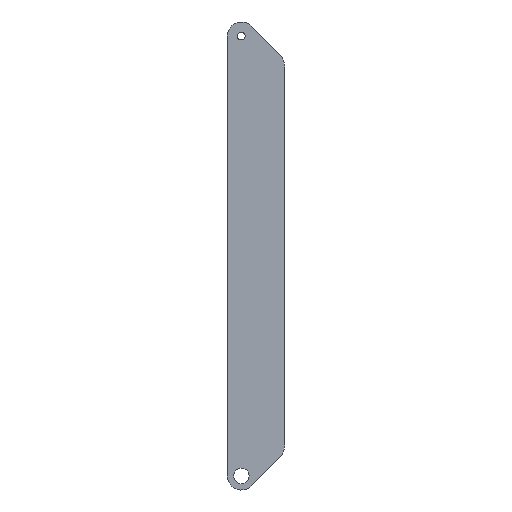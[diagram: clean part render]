
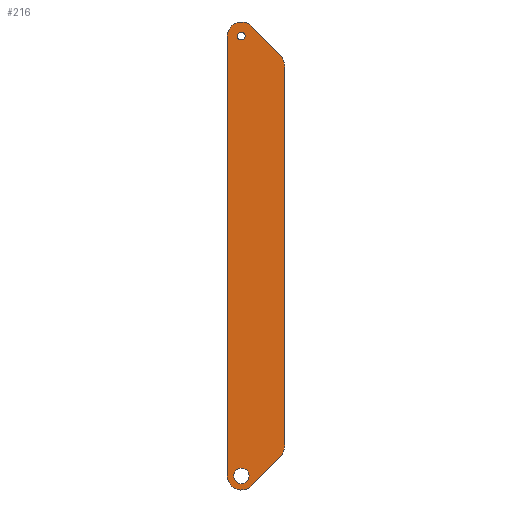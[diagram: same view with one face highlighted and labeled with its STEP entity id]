
A CAD part, front view. The second image highlights one B-rep face of the part: STEP entity #216.
In plain terms, the highlighted planar face has unit normal (0, -1, 0).
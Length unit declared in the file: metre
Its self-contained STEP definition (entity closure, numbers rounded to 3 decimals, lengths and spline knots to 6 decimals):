
#26=LINE('',#337,#42);
#27=LINE('',#342,#43);
#28=LINE('',#346,#44);
#29=LINE('',#350,#45);
#42=VECTOR('',#273,1.);
#43=VECTOR('',#276,1.);
#44=VECTOR('',#279,1.);
#45=VECTOR('',#282,1.);
#58=ORIENTED_EDGE('',*,*,#114,.T.);
#59=ORIENTED_EDGE('',*,*,#115,.T.);
#60=ORIENTED_EDGE('',*,*,#116,.F.);
#61=ORIENTED_EDGE('',*,*,#117,.F.);
#62=ORIENTED_EDGE('',*,*,#118,.F.);
#63=ORIENTED_EDGE('',*,*,#119,.F.);
#64=ORIENTED_EDGE('',*,*,#120,.F.);
#65=ORIENTED_EDGE('',*,*,#121,.F.);
#66=ORIENTED_EDGE('',*,*,#122,.F.);
#67=ORIENTED_EDGE('',*,*,#123,.F.);
#114=EDGE_CURVE('',#142,#142,#162,.T.);
#115=EDGE_CURVE('',#143,#143,#163,.T.);
#116=EDGE_CURVE('',#144,#145,#26,.T.);
#117=EDGE_CURVE('',#146,#144,#164,.T.);
#118=EDGE_CURVE('',#147,#146,#27,.T.);
#119=EDGE_CURVE('',#148,#147,#165,.T.);
#120=EDGE_CURVE('',#149,#148,#28,.T.);
#121=EDGE_CURVE('',#150,#149,#166,.T.);
#122=EDGE_CURVE('',#151,#150,#29,.T.);
#123=EDGE_CURVE('',#145,#151,#167,.T.);
#142=VERTEX_POINT('',#334);
#143=VERTEX_POINT('',#336);
#144=VERTEX_POINT('',#338);
#145=VERTEX_POINT('',#339);
#146=VERTEX_POINT('',#341);
#147=VERTEX_POINT('',#343);
#148=VERTEX_POINT('',#345);
#149=VERTEX_POINT('',#347);
#150=VERTEX_POINT('',#349);
#151=VERTEX_POINT('',#351);
#162=CIRCLE('',#242,0.0015);
#163=CIRCLE('',#243,0.003);
#164=CIRCLE('',#244,0.00545);
#165=CIRCLE('',#245,0.007071);
#166=CIRCLE('',#246,0.007071);
#167=CIRCLE('',#247,0.00545);
#174=EDGE_LOOP('',(#58));
#175=EDGE_LOOP('',(#59));
#176=EDGE_LOOP('',(#60,#61,#62,#63,#64,#65,#66,#67));
#192=FACE_BOUND('',#174,.T.);
#193=FACE_BOUND('',#175,.T.);
#194=FACE_BOUND('',#176,.T.);
#210=PLANE('',#241);
#216=ADVANCED_FACE('',(#192,#193,#194),#210,.F.);
#241=AXIS2_PLACEMENT_3D('',#332,#267,#268);
#242=AXIS2_PLACEMENT_3D('',#333,#269,#270);
#243=AXIS2_PLACEMENT_3D('',#335,#271,#272);
#244=AXIS2_PLACEMENT_3D('',#340,#274,#275);
#245=AXIS2_PLACEMENT_3D('',#344,#277,#278);
#246=AXIS2_PLACEMENT_3D('',#348,#280,#281);
#247=AXIS2_PLACEMENT_3D('',#352,#283,#284);
#267=DIRECTION('',(0.,1.,0.));
#268=DIRECTION('',(0.,0.,1.));
#269=DIRECTION('',(0.,1.,0.));
#270=DIRECTION('',(1.,0.,0.));
#271=DIRECTION('',(0.,1.,0.));
#272=DIRECTION('',(1.,0.,0.));
#273=DIRECTION('',(0.,0.,1.));
#274=DIRECTION('',(0.,1.,0.));
#275=DIRECTION('',(0.707,0.,-0.707));
#276=DIRECTION('',(-0.707,0.,-0.707));
#277=DIRECTION('',(0.,1.,0.));
#278=DIRECTION('',(1.,0.,0.));
#279=DIRECTION('',(0.,0.,-1.));
#280=DIRECTION('',(0.,1.,0.));
#281=DIRECTION('',(0.707,0.,0.707));
#282=DIRECTION('',(0.707,0.,-0.707));
#283=DIRECTION('',(0.,1.,0.));
#284=DIRECTION('',(-1.,0.,0.));
#332=CARTESIAN_POINT('',(0.003306,0.,0.001562));
#333=CARTESIAN_POINT('',(-0.002358,0.,0.086562));
#334=CARTESIAN_POINT('',(-0.000858,0.,0.086562));
#335=CARTESIAN_POINT('',(-0.002358,0.,-0.083438));
#336=CARTESIAN_POINT('',(0.000642,0.,-0.083438));
#337=CARTESIAN_POINT('',(-0.007808,0.,-0.083438));
#338=CARTESIAN_POINT('',(-0.007808,0.,-0.083438));
#339=CARTESIAN_POINT('',(-0.007808,0.,0.086562));
#340=CARTESIAN_POINT('',(-0.002358,0.,-0.083438));
#341=CARTESIAN_POINT('',(0.001496,0.,-0.087292));
#342=CARTESIAN_POINT('',(0.012349,0.,-0.076438));
#343=CARTESIAN_POINT('',(0.012349,0.,-0.076438));
#344=CARTESIAN_POINT('',(0.007349,0.,-0.071438));
#345=CARTESIAN_POINT('',(0.01442,0.,-0.071438));
#346=CARTESIAN_POINT('',(0.01442,0.,0.074562));
#347=CARTESIAN_POINT('',(0.01442,0.,0.074562));
#348=CARTESIAN_POINT('',(0.007349,0.,0.074562));
#349=CARTESIAN_POINT('',(0.012349,0.,0.079562));
#350=CARTESIAN_POINT('',(0.001496,0.,0.090416));
#351=CARTESIAN_POINT('',(0.001496,0.,0.090416));
#352=CARTESIAN_POINT('',(-0.002358,0.,0.086562));
